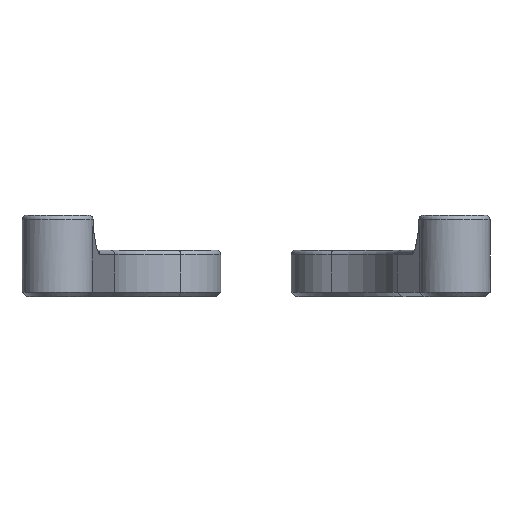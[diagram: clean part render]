
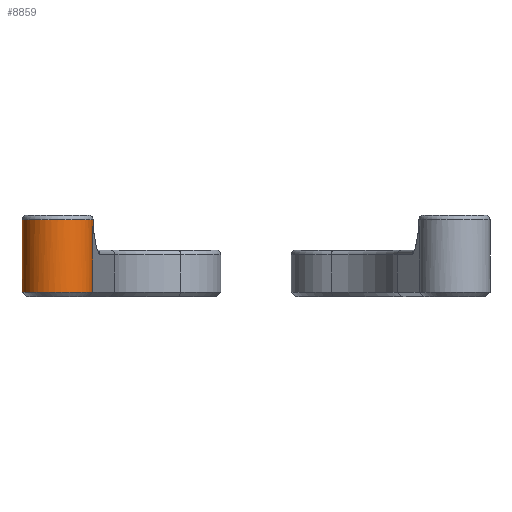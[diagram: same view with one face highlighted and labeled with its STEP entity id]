
A CAD part, front view. The second image highlights one B-rep face of the part: STEP entity #8859.
In plain terms, the highlighted cylindrical face has radius 3.05 mm (diameter 6.1 mm), a full revolution.
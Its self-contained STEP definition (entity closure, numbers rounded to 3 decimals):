
#45=CYLINDRICAL_SURFACE('',#9344,3.05);
#154=CIRCLE('',#9332,3.05);
#155=CIRCLE('',#9333,3.05);
#161=CIRCLE('',#9345,3.05);
#162=CIRCLE('',#9346,3.05);
#1031=FACE_OUTER_BOUND('',#1562,.T.);
#1562=EDGE_LOOP('',(#6802,#6803,#6804,#6805,#6806,#6807,#6808,#6809));
#2285=LINE('',#13440,#3113);
#2288=LINE('',#13456,#3116);
#2289=LINE('',#13458,#3117);
#3113=VECTOR('',#10392,10.);
#3116=VECTOR('',#10399,3.05);
#3117=VECTOR('',#10400,10.);
#3938=VERTEX_POINT('',#13398);
#3942=VERTEX_POINT('',#13410);
#3943=VERTEX_POINT('',#13412);
#3951=VERTEX_POINT('',#13439);
#3954=VERTEX_POINT('',#13454);
#3955=VERTEX_POINT('',#13457);
#4966=EDGE_CURVE('',#3938,#3942,#154,.T.);
#4967=EDGE_CURVE('',#3942,#3943,#155,.T.);
#4981=EDGE_CURVE('',#3943,#3951,#2285,.T.);
#4985=EDGE_CURVE('',#3954,#3954,#161,.T.);
#4986=EDGE_CURVE('',#3954,#3942,#2288,.T.);
#4987=EDGE_CURVE('',#3938,#3955,#2289,.T.);
#4988=EDGE_CURVE('',#3951,#3955,#162,.T.);
#6802=ORIENTED_EDGE('',*,*,#4985,.F.);
#6803=ORIENTED_EDGE('',*,*,#4986,.T.);
#6804=ORIENTED_EDGE('',*,*,#4966,.F.);
#6805=ORIENTED_EDGE('',*,*,#4987,.T.);
#6806=ORIENTED_EDGE('',*,*,#4988,.F.);
#6807=ORIENTED_EDGE('',*,*,#4981,.F.);
#6808=ORIENTED_EDGE('',*,*,#4967,.F.);
#6809=ORIENTED_EDGE('',*,*,#4986,.F.);
#8859=ADVANCED_FACE('',(#1031),#45,.T.);
#9332=AXIS2_PLACEMENT_3D('',#13411,#10360,#10361);
#9333=AXIS2_PLACEMENT_3D('',#13413,#10362,#10363);
#9344=AXIS2_PLACEMENT_3D('',#13453,#10395,#10396);
#9345=AXIS2_PLACEMENT_3D('',#13455,#10397,#10398);
#9346=AXIS2_PLACEMENT_3D('',#13459,#10401,#10402);
#10360=DIRECTION('center_axis',(0.,0.,-1.));
#10361=DIRECTION('ref_axis',(-1.,0.,0.));
#10362=DIRECTION('center_axis',(0.,0.,-1.));
#10363=DIRECTION('ref_axis',(-1.,0.,0.));
#10392=DIRECTION('',(0.,0.,1.));
#10395=DIRECTION('center_axis',(0.,0.,1.));
#10396=DIRECTION('ref_axis',(1.,0.,0.));
#10397=DIRECTION('center_axis',(0.,0.,1.));
#10398=DIRECTION('ref_axis',(1.,0.,0.));
#10399=DIRECTION('',(0.,0.,-1.));
#10400=DIRECTION('',(0.,0.,1.));
#10401=DIRECTION('center_axis',(0.,0.,-1.));
#10402=DIRECTION('ref_axis',(0.149,0.989,0.));
#13398=CARTESIAN_POINT('',(67.618,-14.218,0.4));
#13410=CARTESIAN_POINT('',(61.552,-13.764,0.4));
#13411=CARTESIAN_POINT('Origin',(64.602,-13.764,0.4));
#13412=CARTESIAN_POINT('',(61.585,-13.311,0.4));
#13413=CARTESIAN_POINT('Origin',(64.602,-13.764,0.4));
#13439=CARTESIAN_POINT('',(61.585,-13.311,6.));
#13440=CARTESIAN_POINT('',(61.585,-13.311,0.));
#13453=CARTESIAN_POINT('Origin',(64.602,-13.764,0.));
#13454=CARTESIAN_POINT('',(61.552,-13.764,6.6));
#13455=CARTESIAN_POINT('Origin',(64.602,-13.764,6.6));
#13456=CARTESIAN_POINT('',(61.552,-13.764,0.));
#13457=CARTESIAN_POINT('',(67.618,-14.218,6.));
#13458=CARTESIAN_POINT('',(67.618,-14.218,0.));
#13459=CARTESIAN_POINT('Origin',(64.602,-13.764,6.));
